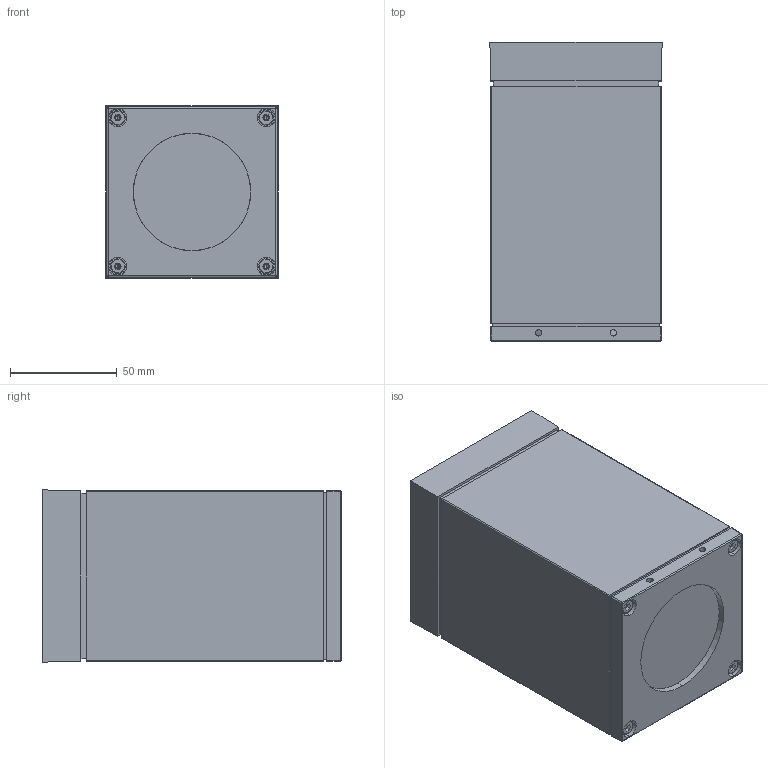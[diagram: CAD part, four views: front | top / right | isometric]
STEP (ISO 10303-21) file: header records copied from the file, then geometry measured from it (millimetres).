
FILE_DESCRIPTION (( 'STEP AP203' ), '1' );
FILE_NAME ('SANDVIK_ceiling.STEP', '2024-02-02T07:56:11', ( '' ), ( '' ), 'SwSTEP 2.0', 'SolidWorks 2022', '' );
FILE_SCHEMA (( 'CONFIG_CONTROL_DESIGN' ));
Length unit declared in the file: millimetre
Products named in the file (1): SANDVIK_ceiling
Bounding box: 80.63 x 140 x 80.63 mm (x, y, z)
Volume: 170384.3 mm3; surface area: 142974.4 mm2
Topology: 11 solids, 11 shells, 858 faces, 2221 edges, 1442 vertices
Faces by surface type: plane 405, cone 170, cylinder 156, bspline 103, torus 20, sphere 4
Entity records: 27395 total; most frequent: CARTESIAN_POINT 6720, ORIENTED_EDGE 4414, DIRECTION 4034, EDGE_CURVE 2207, VERTEX_POINT 1442, AXIS2_PLACEMENT_3D 1426, LINE 1182, VECTOR 1182
